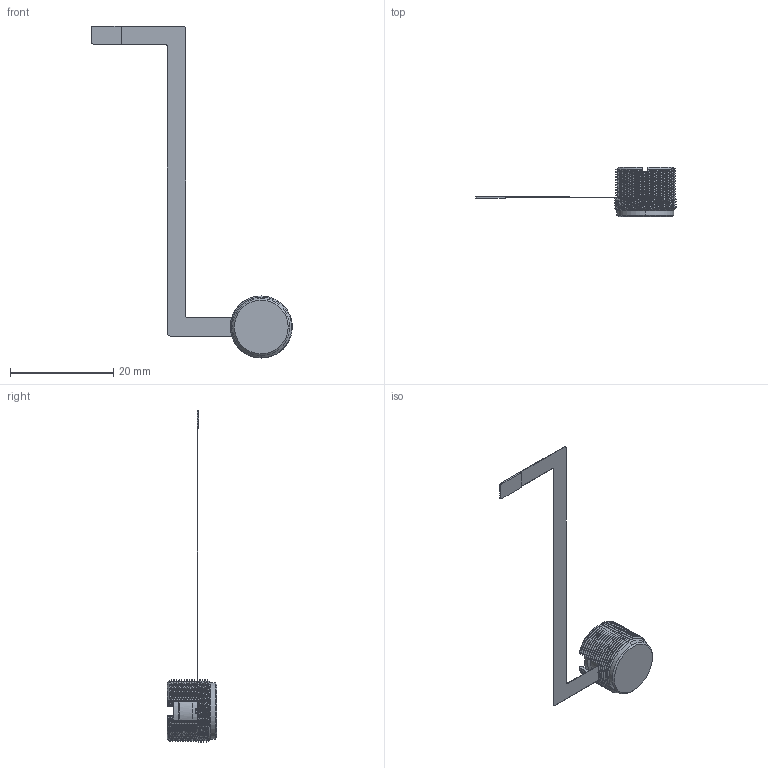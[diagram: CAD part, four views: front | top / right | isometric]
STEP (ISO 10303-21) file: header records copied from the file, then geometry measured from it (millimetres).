
FILE_DESCRIPTION (( 'STEP AP214' ), '1' );
FILE_NAME ('C-S-25H0-036-43.STEP', '2025-11-20T09:54:47', ( '' ), ( '' ), 'SwSTEP 2.0', 'SolidWorks 2023', '' );
FILE_SCHEMA (( 'AUTOMOTIVE_DESIGN' ));
Length unit declared in the file: millimetre
Products named in the file (1): C-S-25H0-036-43
Bounding box: 38.79 x 9.6 x 64.25 mm (x, y, z)
Volume: 809.2 mm3; surface area: 1653.3 mm2
Topology: 3 solids, 3 shells, 341 faces, 1011 edges, 673 vertices
Faces by surface type: bspline 123, cylinder 104, plane 91, cone 23
Entity records: 76601 total; most frequent: CARTESIAN_POINT 65219, ORIENTED_EDGE 2022, DIRECTION 1080, EDGE_CURVE 1011, VERTEX_POINT 673, AXIS2_PLACEMENT_3D 361, LINE 358, VECTOR 358
